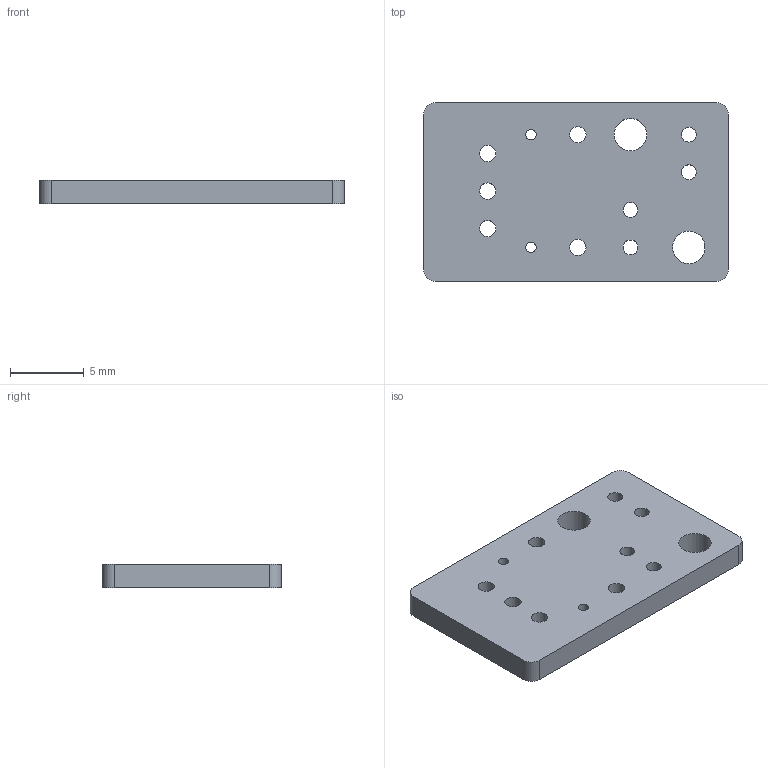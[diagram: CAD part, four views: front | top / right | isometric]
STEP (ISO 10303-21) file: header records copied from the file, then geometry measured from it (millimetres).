
FILE_DESCRIPTION(('KiCad electronic assembly'),'2;1');
FILE_NAME('memes.step','2022-06-21T14:45:01',('Pcbnew'),('Kicad'), 'Open CASCADE STEP processor 7.6','KiCad to STEP converter','Unknown' );
FILE_SCHEMA(('AUTOMOTIVE_DESIGN { 1 0 10303 214 1 1 1 1 }'));
Length unit declared in the file: millimetre
Products named in the file (2): memes 1; memes PCB
Assembly tree (1 placements, depth 2):
  memes 1
    memes PCB
Bounding box: 20.57 x 12.06 x 1.6 mm (x, y, z)
Volume: 370.3 mm3; surface area: 642.2 mm2
Topology: 1 solids, 1 shells, 23 faces, 63 edges, 42 vertices
Faces by surface type: cylinder 17, plane 6
Full cylindrical faces by diameter (mm): 0.7 x2, 1 x4, 1.1 x5, 2.2 x2
Entity records: 1669 total; most frequent: DIRECTION 273, CARTESIAN_POINT 256, ORIENTED_EDGE 126, PCURVE 126, DEFINITIONAL_REPRESENTATION 126, LINE 121, VECTOR 121, CIRCLE 68
